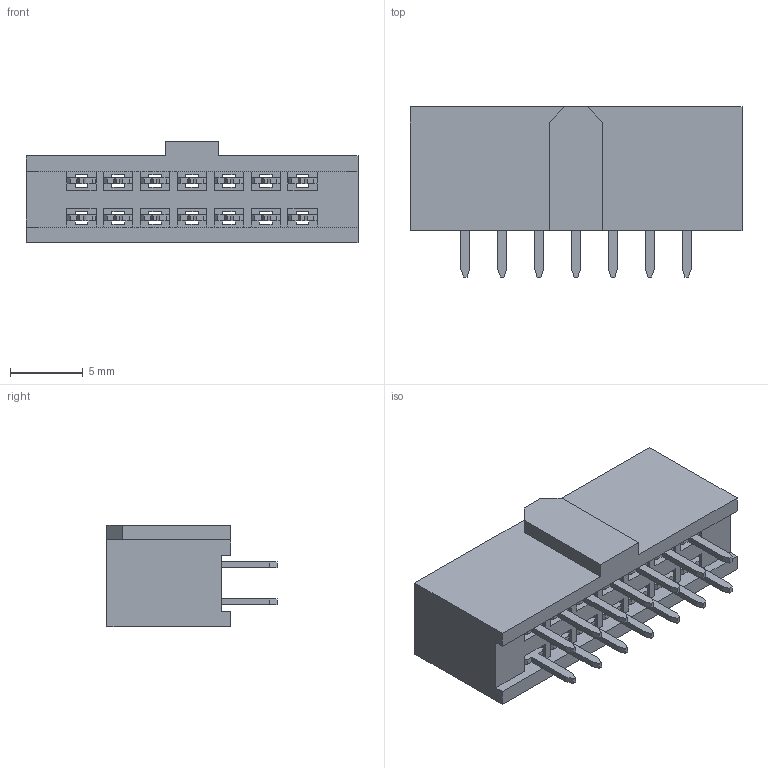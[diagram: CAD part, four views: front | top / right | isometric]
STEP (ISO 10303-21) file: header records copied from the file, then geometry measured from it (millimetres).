
FILE_DESCRIPTION (( 'STEP AP214' ), '1' );
FILE_NAME ('SFH11-PBPC-D07-ST-BK.STEP', '2023-04-26T08:21:49', ( '' ), ( '' ), 'SwSTEP 2.0', 'SolidWorks 2021', '' );
FILE_SCHEMA (( 'AUTOMOTIVE_DESIGN' ));
Length unit declared in the file: inch
Products named in the file (3): SFH11-xC-Dx-ST-BK body_07; pin^SFH11-xC-Dx-ST-BK Ass; SFH11-PBPC-D07-ST-BK
Assembly tree (15 placements, depth 2):
  SFH11-PBPC-D07-ST-BK
    SFH11-xC-Dx-ST-BK body_07
    pin^SFH11-xC-Dx-ST-BK Ass  x14
Bounding box: 22.86 x 11.71 x 7.01 mm (x, y, z)
Volume: 928.1 mm3; surface area: 1922.1 mm2
Topology: 15 solids, 15 shells, 450 faces, 1260 edges, 840 vertices
Faces by surface type: plane 366, cylinder 84
Entity records: 5191 total; most frequent: CARTESIAN_POINT 904, ORIENTED_EDGE 882, DIRECTION 791, EDGE_CURVE 441, VECTOR 429, LINE 429, VERTEX_POINT 294, AXIS2_PLACEMENT_3D 181
